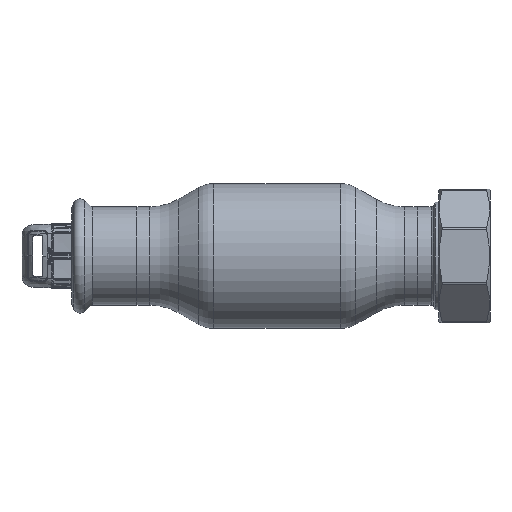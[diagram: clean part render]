
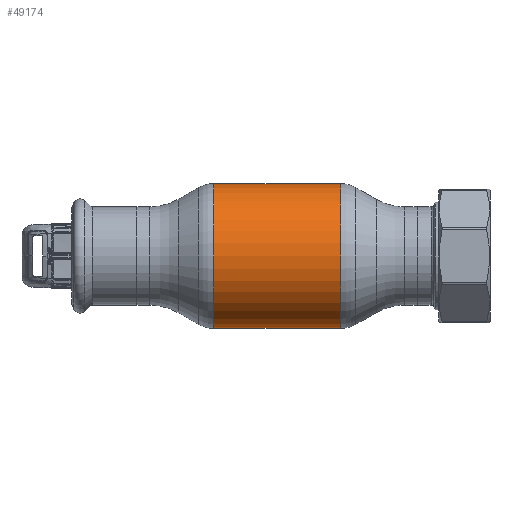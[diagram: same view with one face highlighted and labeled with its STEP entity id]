
A CAD part, front view. The second image highlights one B-rep face of the part: STEP entity #49174.
In plain terms, the highlighted cylindrical face has radius 28.25 mm (diameter 56.5 mm), a partial arc.
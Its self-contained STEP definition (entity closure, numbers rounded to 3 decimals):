
#583 = ORIENTED_EDGE ( 'NONE', *, *, #11636, .T. ) ;
#811 = DIRECTION ( 'NONE',  ( -1., 0., 0. ) ) ;
#1390 = CARTESIAN_POINT ( 'NONE',  ( 24.785, 0., 28.25 ) ) ;
#2566 = FACE_OUTER_BOUND ( 'NONE', #40884, .T. ) ;
#7573 = ORIENTED_EDGE ( 'NONE', *, *, #10390, .F. ) ;
#8747 = DIRECTION ( 'NONE',  ( 0., 0., 1. ) ) ;
#9830 = CARTESIAN_POINT ( 'NONE',  ( 24.785, 0., 0. ) ) ;
#9995 = VECTOR ( 'NONE', #39211, 1000. ) ;
#10390 = EDGE_CURVE ( 'NONE', #36023, #42062, #15796, .T. ) ;
#11003 = CARTESIAN_POINT ( 'NONE',  ( 24.785, 0., -28.25 ) ) ;
#11418 = VECTOR ( 'NONE', #58889, 1000. ) ;
#11636 = EDGE_CURVE ( 'NONE', #36023, #18607, #36018, .T. ) ;
#15796 = LINE ( 'NONE', #54415, #9995 ) ;
#18607 = VERTEX_POINT ( 'NONE', #1390 ) ;
#20452 = ORIENTED_EDGE ( 'NONE', *, *, #32102, .F. ) ;
#20690 = AXIS2_PLACEMENT_3D ( 'NONE', #34217, #34018, #39067 ) ;
#22858 = ORIENTED_EDGE ( 'NONE', *, *, #23944, .T. ) ;
#23801 = LINE ( 'NONE', #41222, #11418 ) ;
#23944 = EDGE_CURVE ( 'NONE', #18607, #51650, #23801, .T. ) ;
#28365 = AXIS2_PLACEMENT_3D ( 'NONE', #9830, #811, #33511 ) ;
#30751 = AXIS2_PLACEMENT_3D ( 'NONE', #55137, #32028, #8747 ) ;
#32028 = DIRECTION ( 'NONE',  ( -1., 0., 0. ) ) ;
#32102 = EDGE_CURVE ( 'NONE', #42062, #51650, #44377, .T. ) ;
#33511 = DIRECTION ( 'NONE',  ( 0., 0., 1. ) ) ;
#34018 = DIRECTION ( 'NONE',  ( -1., 0., 0. ) ) ;
#34217 = CARTESIAN_POINT ( 'NONE',  ( -62.69, 0., 0. ) ) ;
#34594 = CARTESIAN_POINT ( 'NONE',  ( -24.785, 0., -28.25 ) ) ;
#36018 = CIRCLE ( 'NONE', #28365, 28.25 ) ;
#36023 = VERTEX_POINT ( 'NONE', #11003 ) ;
#39067 = DIRECTION ( 'NONE',  ( 0., 0., 1. ) ) ;
#39211 = DIRECTION ( 'NONE',  ( -1., 0., 0. ) ) ;
#40884 = EDGE_LOOP ( 'NONE', ( #7573, #583, #22858, #20452 ) ) ;
#41222 = CARTESIAN_POINT ( 'NONE',  ( -62.69, 0., 28.25 ) ) ;
#41259 = CYLINDRICAL_SURFACE ( 'NONE', #20690, 28.25 ) ;
#42062 = VERTEX_POINT ( 'NONE', #34594 ) ;
#44377 = CIRCLE ( 'NONE', #30751, 28.25 ) ;
#49174 = ADVANCED_FACE ( 'NONE', ( #2566 ), #41259, .T. ) ;
#51650 = VERTEX_POINT ( 'NONE', #54195 ) ;
#54195 = CARTESIAN_POINT ( 'NONE',  ( -24.785, 0., 28.25 ) ) ;
#54415 = CARTESIAN_POINT ( 'NONE',  ( -62.69, 0., -28.25 ) ) ;
#55137 = CARTESIAN_POINT ( 'NONE',  ( -24.785, 0., 0. ) ) ;
#58889 = DIRECTION ( 'NONE',  ( -1., 0., 0. ) ) ;
